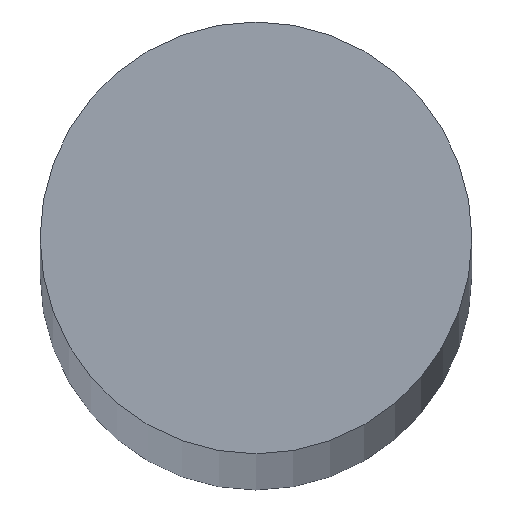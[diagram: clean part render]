
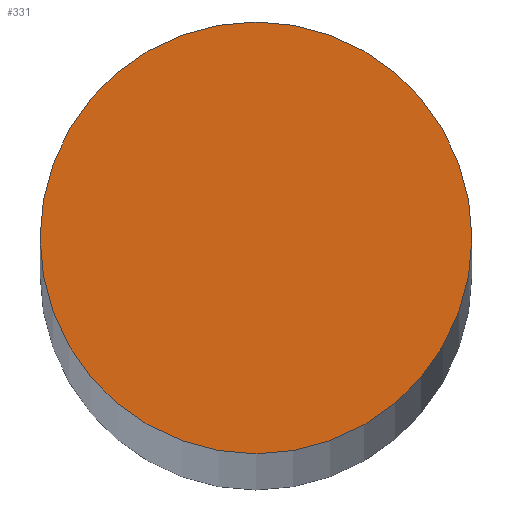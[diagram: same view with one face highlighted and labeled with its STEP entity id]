
A CAD part, top view. The second image highlights one B-rep face of the part: STEP entity #331.
In plain terms, the highlighted planar face has unit normal (0, 0, 1).
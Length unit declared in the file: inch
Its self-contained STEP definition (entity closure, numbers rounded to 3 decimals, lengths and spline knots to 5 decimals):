
#25 = ORIENTED_EDGE ( 'NONE', *, *, #146, .T. ) ;
#30 = DIRECTION ( 'NONE',  ( 0., 0., 1. ) ) ;
#31 = AXIS2_PLACEMENT_3D ( 'NONE', #112, #334, #256 ) ;
#37 = EDGE_CURVE ( 'NONE', #65, #104, #201, .T. ) ;
#65 = VERTEX_POINT ( 'NONE', #222 ) ;
#91 = DIRECTION ( 'NONE',  ( 1., 0., 0. ) ) ;
#97 = DIRECTION ( 'NONE',  ( 0., 0., 1. ) ) ;
#104 = VERTEX_POINT ( 'NONE', #181 ) ;
#112 = CARTESIAN_POINT ( 'NONE',  ( 0., 0.1, 0. ) ) ;
#124 = PLANE ( 'NONE',  #300 ) ;
#141 = ORIENTED_EDGE ( 'NONE', *, *, #37, .T. ) ;
#146 = EDGE_CURVE ( 'NONE', #104, #65, #158, .T. ) ;
#152 = DIRECTION ( 'NONE',  ( 1., 0., 0. ) ) ;
#158 = CIRCLE ( 'NONE', #239, 0.125 ) ;
#181 = CARTESIAN_POINT ( 'NONE',  ( -0.125, 0.1, 0. ) ) ;
#201 = CIRCLE ( 'NONE', #31, 0.125 ) ;
#222 = CARTESIAN_POINT ( 'NONE',  ( 0.125, 0.1, 0. ) ) ;
#231 = EDGE_LOOP ( 'NONE', ( #141, #25 ) ) ;
#234 = CARTESIAN_POINT ( 'NONE',  ( 0., 0.1, 0. ) ) ;
#239 = AXIS2_PLACEMENT_3D ( 'NONE', #285, #30, #152 ) ;
#256 = DIRECTION ( 'NONE',  ( 1., 0., 0. ) ) ;
#285 = CARTESIAN_POINT ( 'NONE',  ( 0., 0.1, 0. ) ) ;
#300 = AXIS2_PLACEMENT_3D ( 'NONE', #234, #97, #91 ) ;
#317 = FACE_OUTER_BOUND ( 'NONE', #231, .T. ) ;
#331 = ADVANCED_FACE ( 'NONE', ( #317 ), #124, .T. ) ;
#334 = DIRECTION ( 'NONE',  ( 0., 0., 1. ) ) ;
